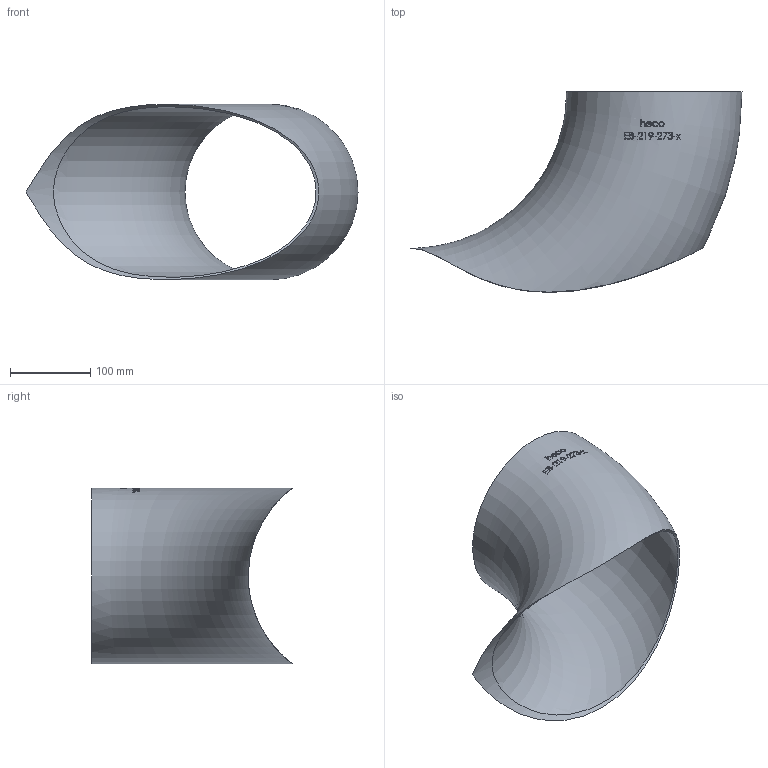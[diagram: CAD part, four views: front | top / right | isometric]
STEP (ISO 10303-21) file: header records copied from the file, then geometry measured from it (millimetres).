
FILE_DESCRIPTION (( 'STEP AP214' ), '1' );
FILE_NAME ('EB-219-273-x Einschweißbogen 1901.STEP', '2019-01-16T09:42:38', ( '' ), ( '' ), 'SwSTEP 2.0', 'SolidWorks 2016', '' );
FILE_SCHEMA (( 'AUTOMOTIVE_DESIGN' ));
Length unit declared in the file: millimetre
Products named in the file (1): EB-219-273-x Einschweißbogen 1901
Bounding box: 414.55 x 250.52 x 219.11 mm (x, y, z)
Volume: 543084 mm3; surface area: 369318.7 mm2
Topology: 1 solids, 1 shells, 192 faces, 512 edges, 342 vertices
Faces by surface type: plane 89, bspline 79, torus 23, cylinder 1
Entity records: 10547 total; most frequent: CARTESIAN_POINT 4638, ORIENTED_EDGE 1010, EDGE_CURVE 505, DIRECTION 399, VERTEX_POINT 338, B_SPLINE_CURVE_WITH_KNOTS 336, EDGE_LOOP 217, FACE_OUTER_BOUND 194
